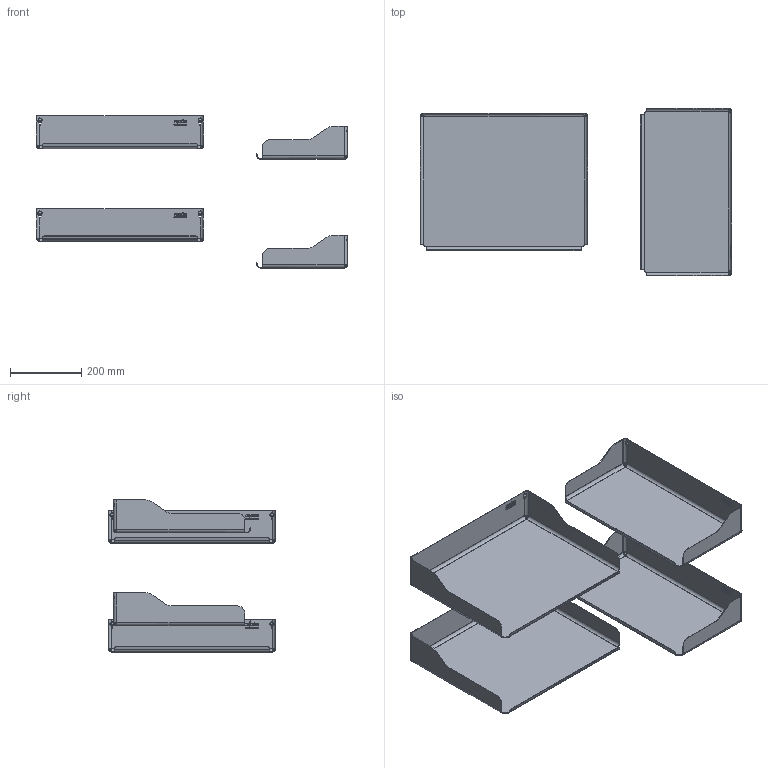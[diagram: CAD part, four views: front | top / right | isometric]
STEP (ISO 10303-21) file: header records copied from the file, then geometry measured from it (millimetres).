
FILE_DESCRIPTION(/* description */ (''),/* implementation_level */ '2;1');
FILE_NAME(/* name */ '3D_300-0695-XX.sat.ipt.stp',/* time_stamp */ '2022-07-18T16:47:34+02:00',/* author */ (''),/* organization */ (''),/* preprocessor_version */ 'ST-DEVELOPER v18.1',/* originating_system */ 'Autodesk Inventor 2021',/* authorisation */ '');
FILE_SCHEMA (('CONFIG_CONTROL_DESIGN'));
Products named in the file (1): 3D_300-0695-XX.sat
Bounding box: 874.43 x 470 x 427.45 mm (x, y, z)
Volume: 1163101.3 mm3; surface area: 1868666.7 mm2
Topology: 4 solids, 4 shells, 1960 faces, 5224 edges, 3384 vertices
Faces by surface type: plane 1512, cylinder 288, bspline 128, sphere 24, torus 8
Entity records: 73538 total; most frequent: CARTESIAN_POINT 25360, ORIENTED_EDGE 10336, DIRECTION 9154, EDGE_CURVE 5168, LINE 4240, VECTOR 4240, VERTEX_POINT 3384, AXIS2_PLACEMENT_3D 2457
